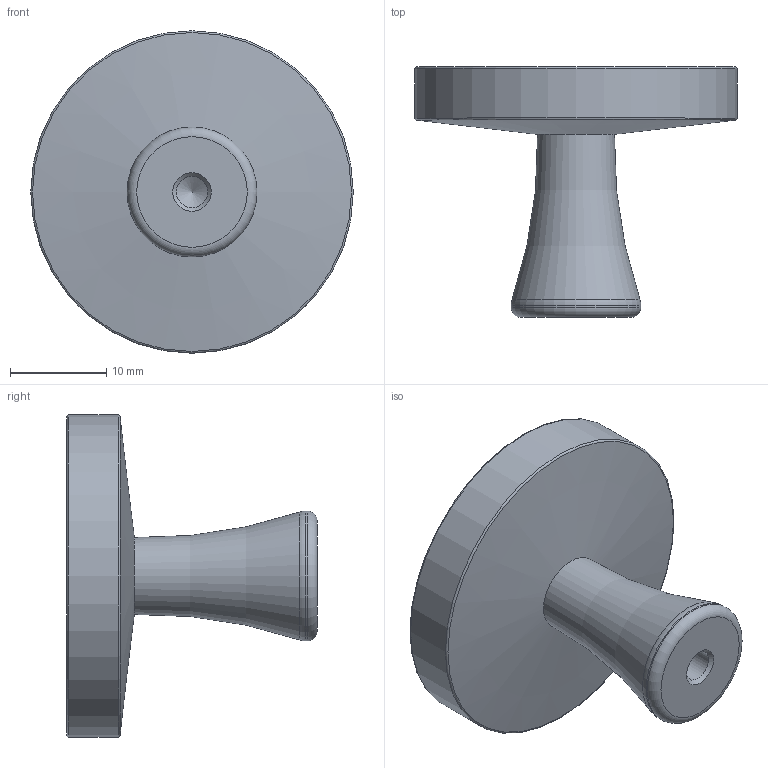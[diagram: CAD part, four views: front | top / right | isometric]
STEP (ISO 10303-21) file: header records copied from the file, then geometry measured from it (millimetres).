
FILE_DESCRIPTION(/* description */ (''),/* implementation_level */ '2;1');
FILE_NAME(/* name */ 'GZ-DUNE.stp',/* time_stamp */ '2021-11-25T12:42:41+01:00',/* author */ ('tomaszw'),/* organization */ (''),/* preprocessor_version */ 'ST-DEVELOPER v18.1',/* originating_system */ 'Autodesk Inventor 2021',/* authorisation */ '');
FILE_SCHEMA (('AUTOMOTIVE_DESIGN { 1 0 10303 214 3 1 1 }'));
Length unit declared in the file: millimetre
Products named in the file (1): GZ-DUNE
Bounding box: 33.5 x 26 x 33.5 mm (x, y, z)
Volume: 6847.5 mm3; surface area: 3131.7 mm2
Topology: 1 solids, 1 shells, 13 faces, 30 edges, 19 vertices
Faces by surface type: torus 5, cone 3, cylinder 3, plane 2
Full cylindrical faces by diameter (mm): 3.242 x1, 13.5 x1, 33.5 x1
Entity records: 419 total; most frequent: DIRECTION 80, CARTESIAN_POINT 62, ORIENTED_EDGE 58, AXIS2_PLACEMENT_3D 37, EDGE_CURVE 29, CIRCLE 23, VERTEX_POINT 19, EDGE_LOOP 14
